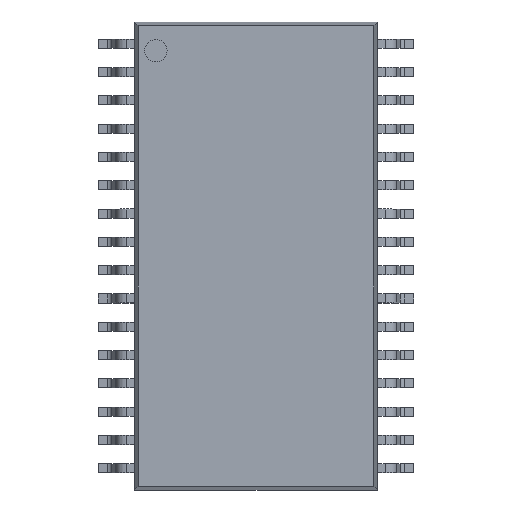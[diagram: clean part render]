
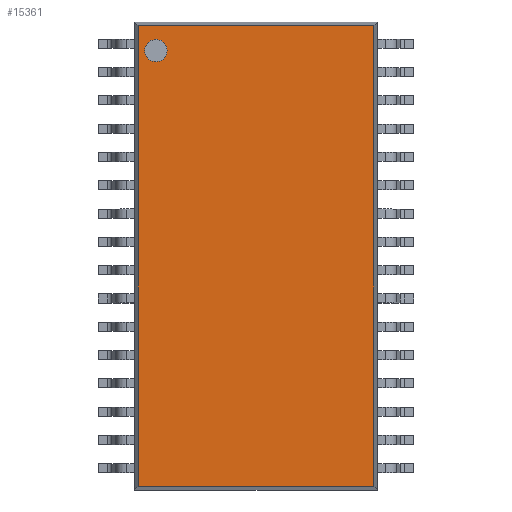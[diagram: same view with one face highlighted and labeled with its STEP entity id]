
A CAD part, top view. The second image highlights one B-rep face of the part: STEP entity #15361.
In plain terms, the highlighted planar face has unit normal (0, 0, 1).
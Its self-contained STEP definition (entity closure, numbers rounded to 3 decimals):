
#14959=CARTESIAN_POINT('',(-4.99,9.215,3.));
#14960=VERTEX_POINT('',#14959);
#14969=CARTESIAN_POINT('',(-3.99,9.215,3.));
#14970=VERTEX_POINT('',#14969);
#14971=CARTESIAN_POINT('',(-4.49,9.215,3.));
#14972=DIRECTION('',(0.0,0.0,-1.0));
#14973=DIRECTION('',(-1.0,0.0,0.0));
#14974=AXIS2_PLACEMENT_3D('',#14971,#14972,#14973);
#14975=CIRCLE('',#14974,0.5);
#14976=EDGE_CURVE('',#14970,#14960,#14975,.T.);
#15010=CARTESIAN_POINT('',(-4.49,9.215,3.));
#15011=DIRECTION('',(0.0,0.0,-1.0));
#15012=DIRECTION('',(-1.0,0.0,0.0));
#15013=AXIS2_PLACEMENT_3D('',#15010,#15011,#15012);
#15014=CIRCLE('',#15013,0.5);
#15015=EDGE_CURVE('',#14960,#14970,#15014,.T.);
#15227=CARTESIAN_POINT('',(5.29,-10.34,3.));
#15228=VERTEX_POINT('',#15227);
#15235=CARTESIAN_POINT('',(-5.29,-10.34,3.));
#15236=VERTEX_POINT('',#15235);
#15237=CARTESIAN_POINT('',(5.29,-10.34,3.));
#15238=DIRECTION('',(-1.0,0.0,0.0));
#15239=VECTOR('',#15238,10.58);
#15240=LINE('',#15237,#15239);
#15241=EDGE_CURVE('',#15228,#15236,#15240,.T.);
#15257=CARTESIAN_POINT('',(-5.29,10.34,3.));
#15258=VERTEX_POINT('',#15257);
#15259=CARTESIAN_POINT('',(-5.29,-10.34,3.));
#15260=DIRECTION('',(0.0,1.0,0.0));
#15261=VECTOR('',#15260,20.68);
#15262=LINE('',#15259,#15261);
#15263=EDGE_CURVE('',#15236,#15258,#15262,.T.);
#15289=CARTESIAN_POINT('',(5.29,10.34,3.));
#15290=VERTEX_POINT('',#15289);
#15297=CARTESIAN_POINT('',(5.29,10.34,3.));
#15298=DIRECTION('',(0.0,-1.0,0.0));
#15299=VECTOR('',#15298,20.68);
#15300=LINE('',#15297,#15299);
#15301=EDGE_CURVE('',#15290,#15228,#15300,.T.);
#15319=CARTESIAN_POINT('',(-5.29,10.34,3.));
#15320=DIRECTION('',(1.0,0.0,0.0));
#15321=VECTOR('',#15320,10.58);
#15322=LINE('',#15319,#15321);
#15323=EDGE_CURVE('',#15258,#15290,#15322,.T.);
#15346=CARTESIAN_POINT('',(5.65,-10.375,3.));
#15347=DIRECTION('',(0.0,0.0,1.0));
#15348=DIRECTION('',(0.0,1.0,0.0));
#15349=AXIS2_PLACEMENT_3D('',#15346,#15347,#15348);
#15350=PLANE('',#15349);
#15351=ORIENTED_EDGE('',*,*,#15241,.F.);
#15352=ORIENTED_EDGE('',*,*,#15301,.F.);
#15353=ORIENTED_EDGE('',*,*,#15323,.F.);
#15354=ORIENTED_EDGE('',*,*,#15263,.F.);
#15355=EDGE_LOOP('',(#15351,#15352,#15353,#15354));
#15356=FACE_OUTER_BOUND('',#15355,.T.);
#15357=ORIENTED_EDGE('',*,*,#15015,.T.);
#15358=ORIENTED_EDGE('',*,*,#14976,.T.);
#15359=EDGE_LOOP('',(#15357,#15358));
#15360=FACE_BOUND('',#15359,.T.);
#15361=ADVANCED_FACE('',(#15356,#15360),#15350,.T.);
